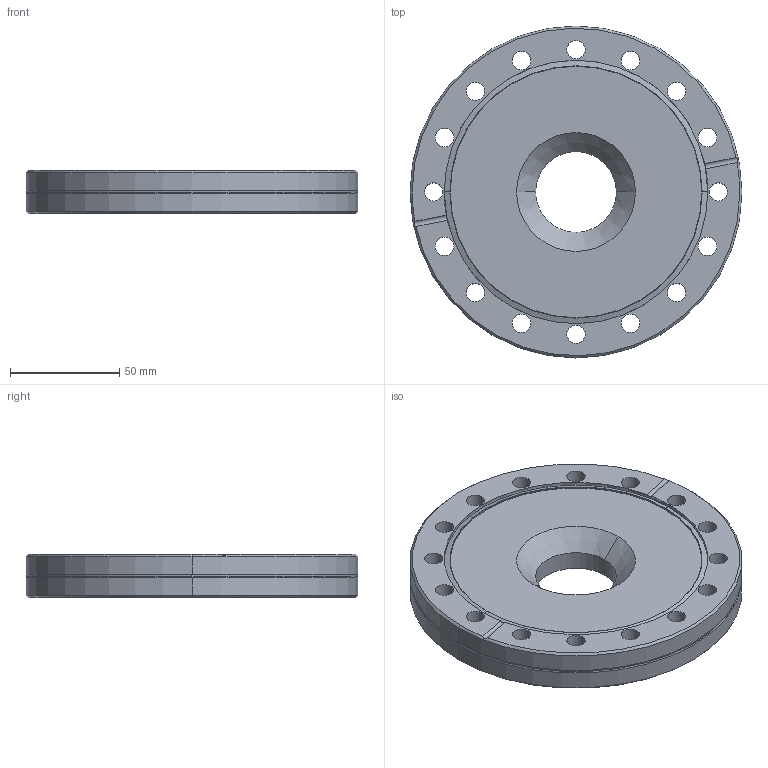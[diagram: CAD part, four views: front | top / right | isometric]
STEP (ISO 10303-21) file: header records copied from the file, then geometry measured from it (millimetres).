
FILE_DESCRIPTION (( 'STEP AP214' ), '1' );
FILE_NAME ('420FLR100-040.step', '2017-07-10T04:57:52', ( 'install' ), ( '' ), 'SwSTEP 2.0', 'SolidWorks 2015', '' );
FILE_SCHEMA (( 'AUTOMOTIVE_DESIGN' ));
Length unit declared in the file: millimetre
Products named in the file (1): 420FLR100-040
Bounding box: 152 x 152 x 19.8 mm (x, y, z)
Volume: 299903.6 mm3; surface area: 53636.4 mm2
Topology: 1 solids, 1 shells, 99 faces, 252 edges, 150 vertices
Faces by surface type: cylinder 58, cone 26, torus 8, plane 5, sphere 2
Entity records: 3256 total; most frequent: CARTESIAN_POINT 584, DIRECTION 580, ORIENTED_EDGE 480, AXIS2_PLACEMENT_3D 246, EDGE_CURVE 240, VERTEX_POINT 150, CIRCLE 146, EDGE_LOOP 140
